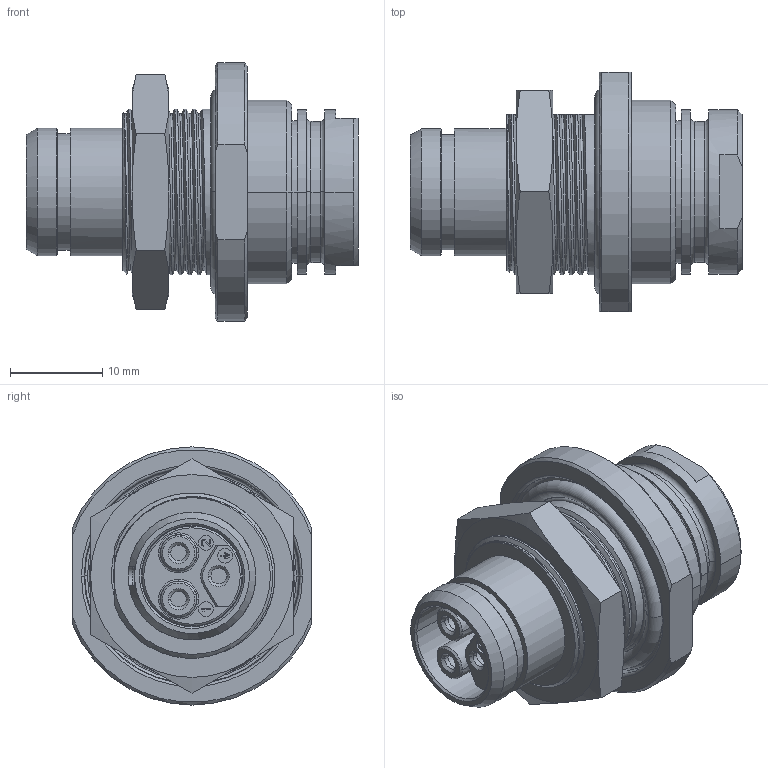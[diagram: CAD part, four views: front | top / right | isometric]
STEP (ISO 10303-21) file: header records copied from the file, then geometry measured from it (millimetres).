
FILE_DESCRIPTION((''),'2;1');
FILE_NAME('1331EVR193FZ','2024-07-17T14:21:34',('paultorloting'),('NET AG system integration'),'CREO PARAMETRIC BY PTC INC, 2021404','CREO PARAMETRIC BY PTC INC, 2021404','');
FILE_SCHEMA(('AUTOMOTIVE_DESIGN { 1 0 10303 214 1 1 1 1 }'));
Length unit declared in the file: millimetre
Products named in the file (1): 1331EVR193FZ
Bounding box: 36 x 26 x 28 mm (x, y, z)
Volume: 7074.6 mm3; surface area: 10174.1 mm2
Topology: 2 solids, 2 shells, 680 faces, 1823 edges, 1165 vertices
Faces by surface type: plane 320, cylinder 171, cone 100, torus 57, bspline 32
Entity records: 32076 total; most frequent: CARTESIAN_POINT 12915, ORIENTED_EDGE 3634, DIRECTION 3481, EDGE_CURVE 1817, AXIS2_PLACEMENT_3D 1270, VERTEX_POINT 1165, VECTOR 938, LINE 938
